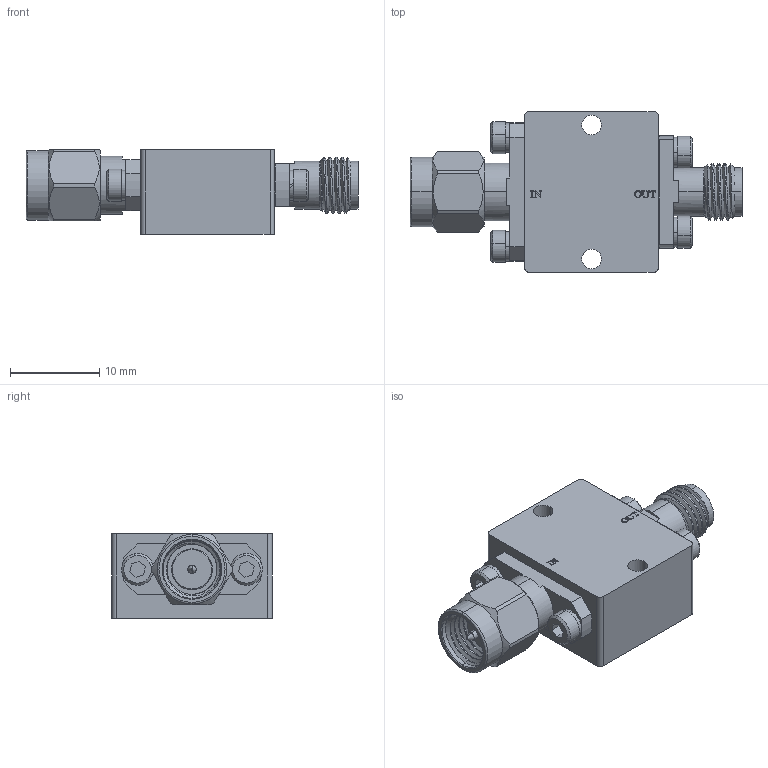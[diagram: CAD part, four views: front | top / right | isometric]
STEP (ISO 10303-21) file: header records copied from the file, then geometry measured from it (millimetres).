
FILE_DESCRIPTION (( 'STEP AP214' ), '1' );
FILE_NAME ('FMLM2011_3D.step', '2025-04-09T15:13:51', ( '' ), ( '' ), 'SwSTEP 2.0', 'SolidWorks 2022', '' );
FILE_SCHEMA (( 'AUTOMOTIVE_DESIGN' ));
Length unit declared in the file: millimetre
Products named in the file (1): FMLM2011_3D
Bounding box: 37.22 x 18 x 9.5 mm (x, y, z)
Volume: 3132.1 mm3; surface area: 3075.6 mm2
Topology: 9 solids, 10 shells, 470 faces, 1185 edges, 760 vertices
Faces by surface type: plane 189, cylinder 152, bspline 60, cone 59, torus 10
Entity records: 18285 total; most frequent: CARTESIAN_POINT 7247, ORIENTED_EDGE 2342, DIRECTION 2144, EDGE_CURVE 1171, VERTEX_POINT 760, AXIS2_PLACEMENT_3D 758, VECTOR 628, LINE 628
